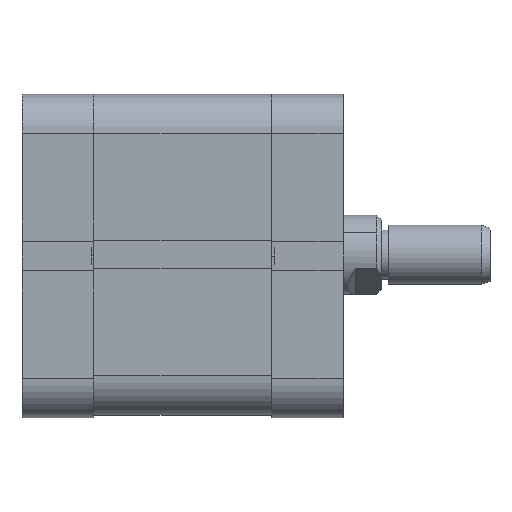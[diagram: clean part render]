
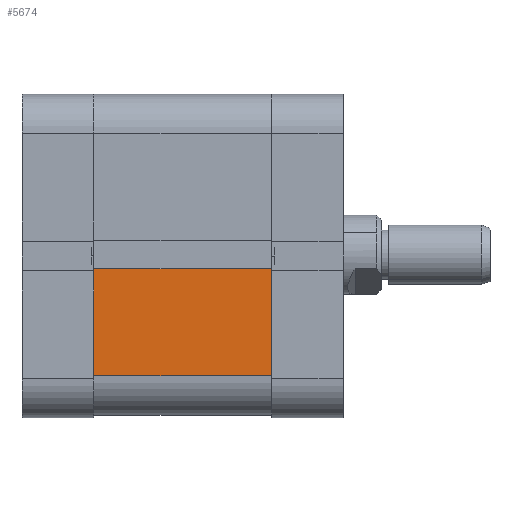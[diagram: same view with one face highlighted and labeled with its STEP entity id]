
A CAD part, front view. The second image highlights one B-rep face of the part: STEP entity #5674.
In plain terms, the highlighted planar face has unit normal (0, -1, 0).
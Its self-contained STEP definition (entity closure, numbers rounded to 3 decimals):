
#17 = CARTESIAN_POINT ( 'NONE',  ( 36., -32.5, -2.8 ) ) ;
#811 = DIRECTION ( 'NONE',  ( 1., 0., 0. ) ) ;
#1073 = PLANE ( 'NONE',  #30816 ) ;
#1983 = EDGE_CURVE ( 'NONE', #3072, #4221, #17042, .T. ) ;
#2845 = EDGE_LOOP ( 'NONE', ( #25452, #32374, #22594, #31385 ) ) ;
#3072 = VERTEX_POINT ( 'NONE', #17 ) ;
#4221 = VERTEX_POINT ( 'NONE', #24700 ) ;
#4944 = VECTOR ( 'NONE', #27299, 1000. ) ;
#5512 = EDGE_CURVE ( 'NONE', #6955, #5834, #28704, .T. ) ;
#5674 = ADVANCED_FACE ( 'NONE', ( #26535 ), #1073, .F. ) ;
#5834 = VERTEX_POINT ( 'NONE', #7609 ) ;
#6955 = VERTEX_POINT ( 'NONE', #12483 ) ;
#7609 = CARTESIAN_POINT ( 'NONE',  ( 0., -32.5, -24.5 ) ) ;
#8786 = EDGE_CURVE ( 'NONE', #3072, #6955, #15067, .T. ) ;
#9936 = EDGE_CURVE ( 'NONE', #5834, #4221, #18538, .T. ) ;
#10296 = CARTESIAN_POINT ( 'NONE',  ( 0., -32.5, -32.5 ) ) ;
#12483 = CARTESIAN_POINT ( 'NONE',  ( 0., -32.5, -2.8 ) ) ;
#14546 = CARTESIAN_POINT ( 'NONE',  ( 36., -32.5, -32.5 ) ) ;
#15067 = LINE ( 'NONE', #27656, #30063 ) ;
#17042 = LINE ( 'NONE', #14546, #4944 ) ;
#18538 = LINE ( 'NONE', #25778, #29760 ) ;
#19127 = DIRECTION ( 'NONE',  ( 0., 1., 0. ) ) ;
#20110 = DIRECTION ( 'NONE',  ( -1., 0., 0. ) ) ;
#20506 = DIRECTION ( 'NONE',  ( 0., 0., -1. ) ) ;
#21510 = CARTESIAN_POINT ( 'NONE',  ( 36., -32.5, -32.5 ) ) ;
#22594 = ORIENTED_EDGE ( 'NONE', *, *, #9936, .T. ) ;
#24700 = CARTESIAN_POINT ( 'NONE',  ( 36., -32.5, -24.5 ) ) ;
#25452 = ORIENTED_EDGE ( 'NONE', *, *, #8786, .T. ) ;
#25778 = CARTESIAN_POINT ( 'NONE',  ( 36., -32.5, -24.5 ) ) ;
#26535 = FACE_OUTER_BOUND ( 'NONE', #2845, .T. ) ;
#27299 = DIRECTION ( 'NONE',  ( 0., 0., -1. ) ) ;
#27656 = CARTESIAN_POINT ( 'NONE',  ( 36.001, -32.5, -2.8 ) ) ;
#28704 = LINE ( 'NONE', #10296, #29702 ) ;
#29702 = VECTOR ( 'NONE', #20506, 1000. ) ;
#29760 = VECTOR ( 'NONE', #811, 1000. ) ;
#30063 = VECTOR ( 'NONE', #20110, 1000. ) ;
#30816 = AXIS2_PLACEMENT_3D ( 'NONE', #21510, #19127, #31776 ) ;
#31385 = ORIENTED_EDGE ( 'NONE', *, *, #1983, .F. ) ;
#31776 = DIRECTION ( 'NONE',  ( 0., 0., 1. ) ) ;
#32374 = ORIENTED_EDGE ( 'NONE', *, *, #5512, .T. ) ;
